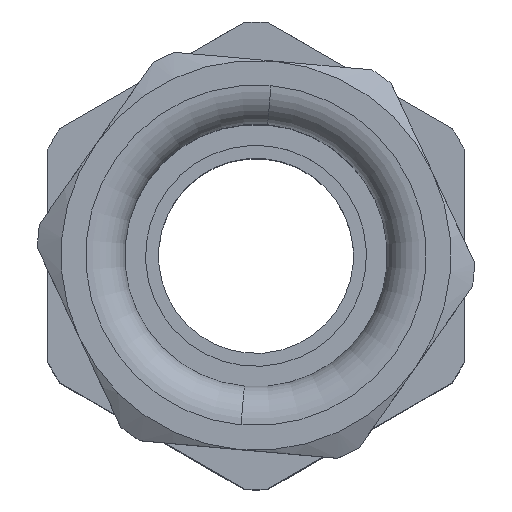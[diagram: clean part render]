
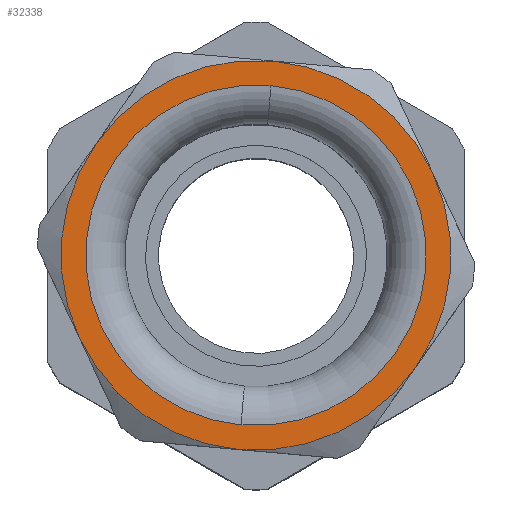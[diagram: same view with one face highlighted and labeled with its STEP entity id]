
A CAD part, top view. The second image highlights one B-rep face of the part: STEP entity #32338.
In plain terms, the highlighted face is planar.
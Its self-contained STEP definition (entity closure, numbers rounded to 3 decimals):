
#526 = CARTESIAN_POINT ( 'NONE',  ( -12.99, 5., 7.5 ) ) ;
#652 = AXIS2_PLACEMENT_3D ( 'NONE', #49352, #41153, #40841 ) ;
#2349 = DIRECTION ( 'NONE',  ( 0., -1., 0. ) ) ;
#2655 = DIRECTION ( 'NONE',  ( 0., 0., -1. ) ) ;
#2811 = EDGE_CURVE ( 'NONE', #45347, #41013, #23822, .T. ) ;
#3172 = AXIS2_PLACEMENT_3D ( 'NONE', #8537, #41366, #28009 ) ;
#4042 = EDGE_CURVE ( 'NONE', #18763, #45347, #46132, .T. ) ;
#5763 = ORIENTED_EDGE ( 'NONE', *, *, #4042, .F. ) ;
#6547 = DIRECTION ( 'NONE',  ( 0., -1., 0. ) ) ;
#6582 = EDGE_LOOP ( 'NONE', ( #9688, #29909 ) ) ;
#6901 = CARTESIAN_POINT ( 'NONE',  ( 0., 5., 0. ) ) ;
#7637 = DIRECTION ( 'NONE',  ( 0., -1., 0. ) ) ;
#7847 = AXIS2_PLACEMENT_3D ( 'NONE', #35223, #22437, #26110 ) ;
#7880 = DIRECTION ( 'NONE',  ( 0., 0., -1. ) ) ;
#8537 = CARTESIAN_POINT ( 'NONE',  ( 0., 5., 0. ) ) ;
#9092 = CARTESIAN_POINT ( 'NONE',  ( 0., 5., 0. ) ) ;
#9508 = VERTEX_POINT ( 'NONE', #57882 ) ;
#9590 = EDGE_CURVE ( 'NONE', #59351, #18763, #53030, .T. ) ;
#9688 = ORIENTED_EDGE ( 'NONE', *, *, #44688, .T. ) ;
#12415 = ORIENTED_EDGE ( 'NONE', *, *, #26410, .F. ) ;
#13953 = AXIS2_PLACEMENT_3D ( 'NONE', #17362, #7637, #35915 ) ;
#15732 = AXIS2_PLACEMENT_3D ( 'NONE', #6901, #2349, #2655 ) ;
#16358 = ORIENTED_EDGE ( 'NONE', *, *, #52388, .F. ) ;
#17316 = DIRECTION ( 'NONE',  ( 0., 0., -1. ) ) ;
#17339 = CARTESIAN_POINT ( 'NONE',  ( 12.99, 5., 7.5 ) ) ;
#17362 = CARTESIAN_POINT ( 'NONE',  ( 0., 5., 0. ) ) ;
#17724 = CARTESIAN_POINT ( 'NONE',  ( 0., 5., 13.1 ) ) ;
#17874 = DIRECTION ( 'NONE',  ( 0., 0., -1. ) ) ;
#18763 = VERTEX_POINT ( 'NONE', #33753 ) ;
#19895 = AXIS2_PLACEMENT_3D ( 'NONE', #22440, #45503, #17874 ) ;
#20601 = CIRCLE ( 'NONE', #15732, 15. ) ;
#20846 = CIRCLE ( 'NONE', #19895, 15. ) ;
#21542 = PLANE ( 'NONE',  #7847 ) ;
#22437 = DIRECTION ( 'NONE',  ( 0., 1., 0. ) ) ;
#22440 = CARTESIAN_POINT ( 'NONE',  ( 0., 5., 0. ) ) ;
#23663 = CIRCLE ( 'NONE', #13953, 13.1 ) ;
#23822 = CIRCLE ( 'NONE', #50956, 15. ) ;
#26110 = DIRECTION ( 'NONE',  ( 0., 0., 1. ) ) ;
#26410 = EDGE_CURVE ( 'NONE', #9508, #53964, #30307, .T. ) ;
#26756 = DIRECTION ( 'NONE',  ( 0., -1., 0. ) ) ;
#28009 = DIRECTION ( 'NONE',  ( 0., 0., -1. ) ) ;
#29909 = ORIENTED_EDGE ( 'NONE', *, *, #42444, .T. ) ;
#30307 = CIRCLE ( 'NONE', #3172, 15. ) ;
#31413 = CARTESIAN_POINT ( 'NONE',  ( 0., 5., -13.1 ) ) ;
#32338 = ADVANCED_FACE ( 'NONE', ( #49762, #54041 ), #21542, .T. ) ;
#33753 = CARTESIAN_POINT ( 'NONE',  ( 0., 5., 15. ) ) ;
#33999 = ORIENTED_EDGE ( 'NONE', *, *, #2811, .F. ) ;
#35223 = CARTESIAN_POINT ( 'NONE',  ( 0., 5., 0. ) ) ;
#35915 = DIRECTION ( 'NONE',  ( 0., 0., 1. ) ) ;
#36054 = CARTESIAN_POINT ( 'NONE',  ( -12.99, 5., -7.5 ) ) ;
#36607 = EDGE_CURVE ( 'NONE', #53964, #59351, #20601, .T. ) ;
#39908 = ORIENTED_EDGE ( 'NONE', *, *, #9590, .F. ) ;
#40034 = CIRCLE ( 'NONE', #40086, 13.1 ) ;
#40086 = AXIS2_PLACEMENT_3D ( 'NONE', #47871, #6547, #47579 ) ;
#40841 = DIRECTION ( 'NONE',  ( 0., 0., -1. ) ) ;
#41013 = VERTEX_POINT ( 'NONE', #36054 ) ;
#41021 = EDGE_LOOP ( 'NONE', ( #5763, #39908, #42382, #12415, #16358, #33999 ) ) ;
#41153 = DIRECTION ( 'NONE',  ( 0., -1., 0. ) ) ;
#41366 = DIRECTION ( 'NONE',  ( 0., -1., 0. ) ) ;
#42382 = ORIENTED_EDGE ( 'NONE', *, *, #36607, .F. ) ;
#42444 = EDGE_CURVE ( 'NONE', #56224, #59872, #40034, .T. ) ;
#44688 = EDGE_CURVE ( 'NONE', #59872, #56224, #23663, .T. ) ;
#45347 = VERTEX_POINT ( 'NONE', #526 ) ;
#45503 = DIRECTION ( 'NONE',  ( 0., -1., 0. ) ) ;
#45532 = DIRECTION ( 'NONE',  ( 0., -1., 0. ) ) ;
#46132 = CIRCLE ( 'NONE', #51988, 15. ) ;
#47579 = DIRECTION ( 'NONE',  ( 0., 0., 1. ) ) ;
#47802 = CARTESIAN_POINT ( 'NONE',  ( 12.99, 5., -7.5 ) ) ;
#47871 = CARTESIAN_POINT ( 'NONE',  ( 0., 5., 0. ) ) ;
#49352 = CARTESIAN_POINT ( 'NONE',  ( 0., 5., 0. ) ) ;
#49504 = CARTESIAN_POINT ( 'NONE',  ( 0., 5., 0. ) ) ;
#49762 = FACE_BOUND ( 'NONE', #6582, .T. ) ;
#50956 = AXIS2_PLACEMENT_3D ( 'NONE', #49504, #45532, #7880 ) ;
#51988 = AXIS2_PLACEMENT_3D ( 'NONE', #9092, #26756, #17316 ) ;
#52388 = EDGE_CURVE ( 'NONE', #41013, #9508, #20846, .T. ) ;
#53030 = CIRCLE ( 'NONE', #652, 15. ) ;
#53964 = VERTEX_POINT ( 'NONE', #47802 ) ;
#54041 = FACE_OUTER_BOUND ( 'NONE', #41021, .T. ) ;
#56224 = VERTEX_POINT ( 'NONE', #31413 ) ;
#57882 = CARTESIAN_POINT ( 'NONE',  ( 0., 5., -15. ) ) ;
#59351 = VERTEX_POINT ( 'NONE', #17339 ) ;
#59872 = VERTEX_POINT ( 'NONE', #17724 ) ;
